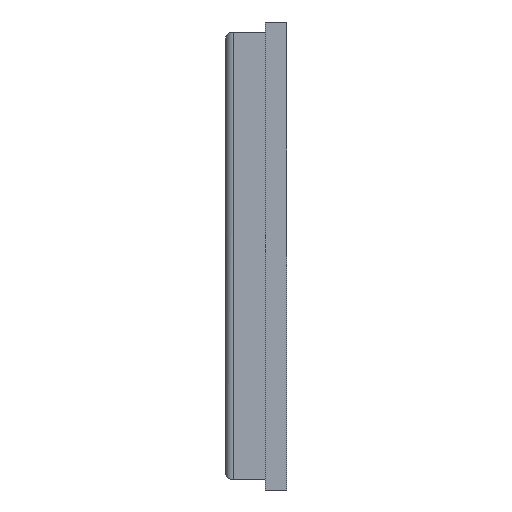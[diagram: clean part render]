
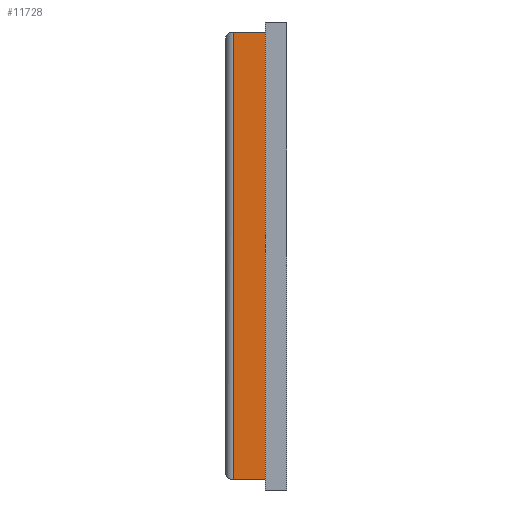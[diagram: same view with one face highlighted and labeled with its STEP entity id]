
A CAD part, left-side view. The second image highlights one B-rep face of the part: STEP entity #11728.
In plain terms, the highlighted planar face has unit normal (-1, 0, 0).
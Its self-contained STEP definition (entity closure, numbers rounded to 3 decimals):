
#370 = CARTESIAN_POINT ( 'NONE',  ( -9.83, 1.2, -8.37 ) ) ;
#613 = EDGE_CURVE ( 'NONE', #16975, #8912, #8491, .T. ) ;
#795 = CARTESIAN_POINT ( 'NONE',  ( -9.83, 1.2, 8.37 ) ) ;
#983 = ORIENTED_EDGE ( 'NONE', *, *, #12195, .T. ) ;
#1061 = LINE ( 'NONE', #18849, #18523 ) ;
#1758 = EDGE_CURVE ( 'NONE', #16975, #18906, #5781, .T. ) ;
#1919 = ORIENTED_EDGE ( 'NONE', *, *, #613, .F. ) ;
#3088 = DIRECTION ( 'NONE',  ( 0., 0., -1. ) ) ;
#3228 = CARTESIAN_POINT ( 'NONE',  ( -9.83, 0., 8.37 ) ) ;
#4279 = PLANE ( 'NONE',  #18564 ) ;
#5286 = VECTOR ( 'NONE', #11383, 1000. ) ;
#5338 = DIRECTION ( 'NONE',  ( 0., -1., 0. ) ) ;
#5781 = LINE ( 'NONE', #370, #5286 ) ;
#6596 = VECTOR ( 'NONE', #5338, 1000. ) ;
#7400 = CARTESIAN_POINT ( 'NONE',  ( -9.83, 1.2, -8.37 ) ) ;
#8491 = LINE ( 'NONE', #14743, #20023 ) ;
#8536 = EDGE_CURVE ( 'NONE', #13941, #8912, #1061, .T. ) ;
#8634 = ORIENTED_EDGE ( 'NONE', *, *, #8536, .T. ) ;
#8912 = VERTEX_POINT ( 'NONE', #3228 ) ;
#9508 = DIRECTION ( 'NONE',  ( 0., 0., 1. ) ) ;
#11085 = ORIENTED_EDGE ( 'NONE', *, *, #1758, .T. ) ;
#11383 = DIRECTION ( 'NONE',  ( 0., 0., -1. ) ) ;
#11726 = CARTESIAN_POINT ( 'NONE',  ( -9.83, 1.5, -8.37 ) ) ;
#11728 = ADVANCED_FACE ( 'NONE', ( #19888 ), #4279, .F. ) ;
#12154 = CARTESIAN_POINT ( 'NONE',  ( -9.83, 1.5, -8.37 ) ) ;
#12195 = EDGE_CURVE ( 'NONE', #18906, #13941, #16924, .T. ) ;
#13184 = EDGE_LOOP ( 'NONE', ( #1919, #11085, #983, #8634 ) ) ;
#13798 = DIRECTION ( 'NONE',  ( 1., 0., 0. ) ) ;
#13941 = VERTEX_POINT ( 'NONE', #18779 ) ;
#14671 = DIRECTION ( 'NONE',  ( 0., -1., 0. ) ) ;
#14743 = CARTESIAN_POINT ( 'NONE',  ( -9.83, 1.5, 8.37 ) ) ;
#16924 = LINE ( 'NONE', #11726, #6596 ) ;
#16975 = VERTEX_POINT ( 'NONE', #795 ) ;
#18523 = VECTOR ( 'NONE', #9508, 1000. ) ;
#18564 = AXIS2_PLACEMENT_3D ( 'NONE', #12154, #13798, #3088 ) ;
#18779 = CARTESIAN_POINT ( 'NONE',  ( -9.83, 0., -8.37 ) ) ;
#18849 = CARTESIAN_POINT ( 'NONE',  ( -9.83, 0., -8.37 ) ) ;
#18906 = VERTEX_POINT ( 'NONE', #7400 ) ;
#19888 = FACE_OUTER_BOUND ( 'NONE', #13184, .T. ) ;
#20023 = VECTOR ( 'NONE', #14671, 1000. ) ;
